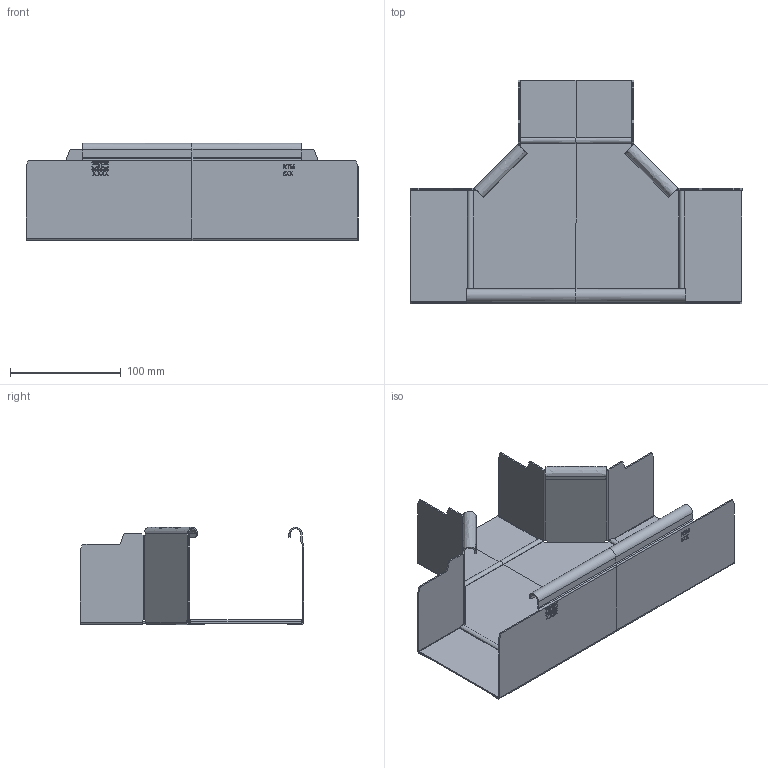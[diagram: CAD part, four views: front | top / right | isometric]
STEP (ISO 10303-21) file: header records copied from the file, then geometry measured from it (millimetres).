
FILE_DESCRIPTION(/* description */ (''),/* implementation_level */ '2;1');
FILE_NAME(/* name */ '604168~1',/* time_stamp */ '2014-02-07T10:48:55+01:00',/* author */ (''),/* organization */ (''),/* preprocessor_version */ 'ST-DEVELOPER v15',/* originating_system */ '',/* authorisation */ '');
FILE_SCHEMA (('CONFIG_CONTROL_DESIGN'));
Length unit declared in the file: millimetre
Products named in the file (2): Document; Block 01
Assembly tree (1 placements, depth 2):
  Document
    Block 01
Bounding box: 300.17 x 202.33 x 88 mm (x, y, z)
Volume: 92259.8 mm3; surface area: 217381.1 mm2
Topology: 2 solids, 4 shells, 707 faces, 1821 edges, 1156 vertices
Faces by surface type: plane 491, bspline 216
Entity records: 22929 total; most frequent: CARTESIAN_POINT 10902, ORIENTED_EDGE 3634, EDGE_CURVE 1821, B_SPLINE_CURVE_WITH_KNOTS 1457, VERTEX_POINT 1156, EDGE_LOOP 745, ADVANCED_FACE 707, FACE_OUTER_BOUND 707
